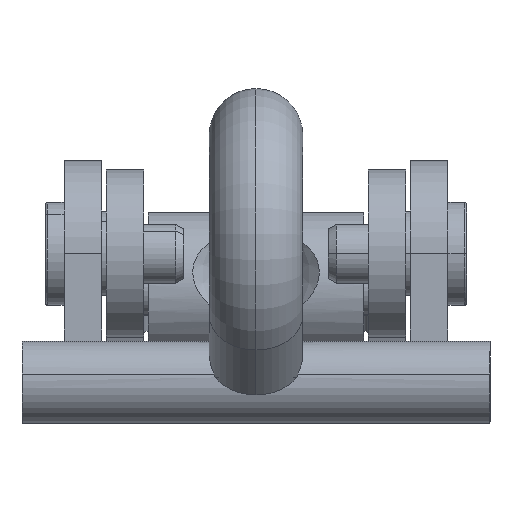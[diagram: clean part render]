
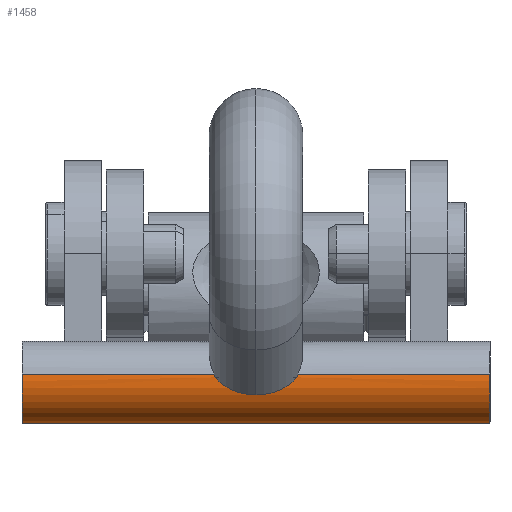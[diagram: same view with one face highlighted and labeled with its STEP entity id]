
A CAD part, top view. The second image highlights one B-rep face of the part: STEP entity #1458.
In plain terms, the highlighted cylindrical face has radius 2.19 mm (diameter 4.38 mm), a partial arc.
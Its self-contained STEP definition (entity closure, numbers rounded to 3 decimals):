
#63 = EDGE_CURVE ( 'NONE', #827, #177, #2908, .T. ) ;
#78 = DIRECTION ( 'NONE',  ( 0., 1., 0. ) ) ;
#92 = CARTESIAN_POINT ( 'NONE',  ( -10.463, 12.5, -47.763 ) ) ;
#177 = VERTEX_POINT ( 'NONE', #1098 ) ;
#246 = B_SPLINE_CURVE_WITH_KNOTS ( 'NONE', 3,
 ( #2627, #1008, #2912, #1276 ),
 .UNSPECIFIED., .F., .F.,
 ( 4, 4 ),
 ( 0.003, 0.003 ),
 .UNSPECIFIED. ) ;
#272 = LINE ( 'NONE', #1630, #3301 ) ;
#273 = DIRECTION ( 'NONE',  ( 0., -1., 0. ) ) ;
#275 = CIRCLE ( 'NONE', #451, 2.19 ) ;
#310 = EDGE_LOOP ( 'NONE', ( #2097, #1320, #1736, #3476, #1487, #3180, #1811, #1849 ) ) ;
#401 = LINE ( 'NONE', #2430, #1981 ) ;
#451 = AXIS2_PLACEMENT_3D ( 'NONE', #1321, #78, #3072 ) ;
#522 = DIRECTION ( 'NONE',  ( 0., -1., 0. ) ) ;
#537 = DIRECTION ( 'NONE',  ( 0., -1., 0. ) ) ;
#558 = VERTEX_POINT ( 'NONE', #2369 ) ;
#569 = CARTESIAN_POINT ( 'NONE',  ( -10.463, 12.5, -43.383 ) ) ;
#661 = VERTEX_POINT ( 'NONE', #3500 ) ;
#665 = VERTEX_POINT ( 'NONE', #1537 ) ;
#756 = CARTESIAN_POINT ( 'NONE',  ( -10.584, -2.195, -47.761 ) ) ;
#817 = FACE_OUTER_BOUND ( 'NONE', #310, .T. ) ;
#827 = VERTEX_POINT ( 'NONE', #1695 ) ;
#857 = EDGE_CURVE ( 'NONE', #558, #661, #3376, .T. ) ;
#864 = LINE ( 'NONE', #569, #2411 ) ;
#885 = EDGE_CURVE ( 'NONE', #1472, #665, #864, .T. ) ;
#1008 = CARTESIAN_POINT ( 'NONE',  ( -10.524, 2.222, -47.763 ) ) ;
#1088 = CARTESIAN_POINT ( 'NONE',  ( -10.463, 12.5, -45.573 ) ) ;
#1098 = CARTESIAN_POINT ( 'NONE',  ( -10.463, 2.247, -47.763 ) ) ;
#1276 = CARTESIAN_POINT ( 'NONE',  ( -10.643, 2.167, -47.756 ) ) ;
#1320 = ORIENTED_EDGE ( 'NONE', *, *, #1606, .F. ) ;
#1321 = CARTESIAN_POINT ( 'NONE',  ( -10.463, 12.5, -45.573 ) ) ;
#1359 = EDGE_CURVE ( 'NONE', #2106, #665, #1851, .T. ) ;
#1377 = CARTESIAN_POINT ( 'NONE',  ( -10.463, -12.5, -45.573 ) ) ;
#1458 = ADVANCED_FACE ( 'NONE', ( #817 ), #2599, .T. ) ;
#1472 = VERTEX_POINT ( 'NONE', #2787 ) ;
#1487 = ORIENTED_EDGE ( 'NONE', *, *, #1514, .T. ) ;
#1514 = EDGE_CURVE ( 'NONE', #1764, #558, #272, .T. ) ;
#1530 = EDGE_CURVE ( 'NONE', #661, #2106, #401, .T. ) ;
#1537 = CARTESIAN_POINT ( 'NONE',  ( -10.463, -12.5, -43.383 ) ) ;
#1606 = EDGE_CURVE ( 'NONE', #827, #1472, #275, .T. ) ;
#1630 = CARTESIAN_POINT ( 'NONE',  ( -10.643, 12.5, -47.756 ) ) ;
#1695 = CARTESIAN_POINT ( 'NONE',  ( -10.463, 12.5, -47.763 ) ) ;
#1736 = ORIENTED_EDGE ( 'NONE', *, *, #63, .T. ) ;
#1764 = VERTEX_POINT ( 'NONE', #2505 ) ;
#1811 = ORIENTED_EDGE ( 'NONE', *, *, #1530, .T. ) ;
#1849 = ORIENTED_EDGE ( 'NONE', *, *, #1359, .T. ) ;
#1851 = CIRCLE ( 'NONE', #3470, 2.19 ) ;
#1980 = DIRECTION ( 'NONE',  ( 0., -1., 0. ) ) ;
#1981 = VECTOR ( 'NONE', #522, 1000. ) ;
#2097 = ORIENTED_EDGE ( 'NONE', *, *, #885, .F. ) ;
#2106 = VERTEX_POINT ( 'NONE', #2316 ) ;
#2316 = CARTESIAN_POINT ( 'NONE',  ( -10.463, -12.5, -47.763 ) ) ;
#2331 = AXIS2_PLACEMENT_3D ( 'NONE', #1088, #537, #2945 ) ;
#2369 = CARTESIAN_POINT ( 'NONE',  ( -10.643, -2.167, -47.756 ) ) ;
#2411 = VECTOR ( 'NONE', #1980, 1000. ) ;
#2420 = DIRECTION ( 'NONE',  ( 0., 0., 1. ) ) ;
#2430 = CARTESIAN_POINT ( 'NONE',  ( -10.463, 12.5, -47.763 ) ) ;
#2505 = CARTESIAN_POINT ( 'NONE',  ( -10.643, 2.167, -47.756 ) ) ;
#2599 = CYLINDRICAL_SURFACE ( 'NONE', #2331, 2.19 ) ;
#2627 = CARTESIAN_POINT ( 'NONE',  ( -10.463, 2.247, -47.763 ) ) ;
#2786 = DIRECTION ( 'NONE',  ( 0., -1., 0. ) ) ;
#2787 = CARTESIAN_POINT ( 'NONE',  ( -10.463, 12.5, -43.383 ) ) ;
#2800 = CARTESIAN_POINT ( 'NONE',  ( -10.643, -2.167, -47.756 ) ) ;
#2908 = LINE ( 'NONE', #92, #3091 ) ;
#2912 = CARTESIAN_POINT ( 'NONE',  ( -10.584, 2.195, -47.761 ) ) ;
#2945 = DIRECTION ( 'NONE',  ( 0., 0., -1. ) ) ;
#3072 = DIRECTION ( 'NONE',  ( 0., 0., 1. ) ) ;
#3088 = DIRECTION ( 'NONE',  ( 0., 1., 0. ) ) ;
#3091 = VECTOR ( 'NONE', #2786, 1000. ) ;
#3180 = ORIENTED_EDGE ( 'NONE', *, *, #857, .T. ) ;
#3301 = VECTOR ( 'NONE', #273, 1000. ) ;
#3352 = CARTESIAN_POINT ( 'NONE',  ( -10.463, -2.247, -47.763 ) ) ;
#3376 = B_SPLINE_CURVE_WITH_KNOTS ( 'NONE', 3,
 ( #2800, #756, #3507, #3352 ),
 .UNSPECIFIED., .F., .F.,
 ( 4, 4 ),
 ( 0., 0. ),
 .UNSPECIFIED. ) ;
#3470 = AXIS2_PLACEMENT_3D ( 'NONE', #1377, #3088, #2420 ) ;
#3476 = ORIENTED_EDGE ( 'NONE', *, *, #3525, .T. ) ;
#3500 = CARTESIAN_POINT ( 'NONE',  ( -10.463, -2.247, -47.763 ) ) ;
#3507 = CARTESIAN_POINT ( 'NONE',  ( -10.524, -2.222, -47.763 ) ) ;
#3525 = EDGE_CURVE ( 'NONE', #177, #1764, #246, .T. ) ;
